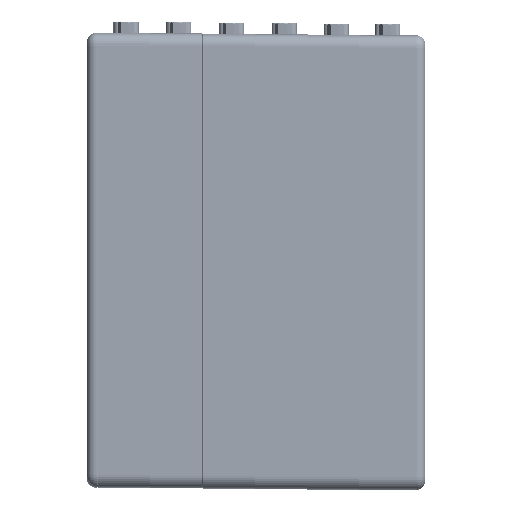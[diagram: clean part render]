
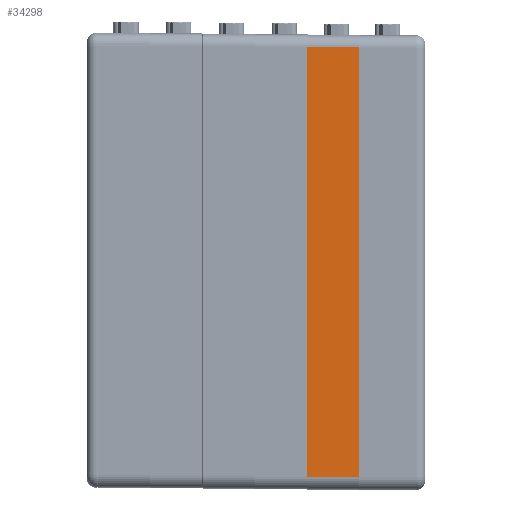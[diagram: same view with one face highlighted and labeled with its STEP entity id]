
A CAD part, left-side view. The second image highlights one B-rep face of the part: STEP entity #34298.
In plain terms, the highlighted face is planar.
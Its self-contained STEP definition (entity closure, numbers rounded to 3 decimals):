
#44 = CARTESIAN_POINT ( 'NONE',  ( 17.6, 85., -141. ) ) ;
#3003 = CARTESIAN_POINT ( 'NONE',  ( 17.5, 85., -4. ) ) ;
#3949 = DIRECTION ( 'NONE',  ( 0., -1., 0. ) ) ;
#5242 = EDGE_CURVE ( 'NONE', #35226, #7208, #34769, .T. ) ;
#5850 = ORIENTED_EDGE ( 'NONE', *, *, #20645, .T. ) ;
#6606 = DIRECTION ( 'NONE',  ( 0., 0., -1. ) ) ;
#7208 = VERTEX_POINT ( 'NONE', #35688 ) ;
#7475 = EDGE_CURVE ( 'NONE', #23617, #35226, #43582, .T. ) ;
#7477 = VECTOR ( 'NONE', #6606, 1000. ) ;
#7544 = PLANE ( 'NONE',  #23329 ) ;
#8617 = ORIENTED_EDGE ( 'NONE', *, *, #5242, .T. ) ;
#8912 = EDGE_LOOP ( 'NONE', ( #16790, #5850, #36952, #8617 ) ) ;
#9913 = EDGE_CURVE ( 'NONE', #14041, #7208, #32132, .T. ) ;
#11140 = FACE_OUTER_BOUND ( 'NONE', #8912, .T. ) ;
#14041 = VERTEX_POINT ( 'NONE', #19764 ) ;
#14644 = DIRECTION ( 'NONE',  ( -1., 0., 0. ) ) ;
#16790 = ORIENTED_EDGE ( 'NONE', *, *, #9913, .F. ) ;
#19764 = CARTESIAN_POINT ( 'NONE',  ( 17.5, 85., -4. ) ) ;
#20612 = VECTOR ( 'NONE', #24727, 1000. ) ;
#20645 = EDGE_CURVE ( 'NONE', #14041, #23617, #46762, .T. ) ;
#21005 = CARTESIAN_POINT ( 'NONE',  ( 0.9, 85., -141. ) ) ;
#23329 = AXIS2_PLACEMENT_3D ( 'NONE', #25958, #3949, #29562 ) ;
#23617 = VERTEX_POINT ( 'NONE', #38365 ) ;
#24719 = CARTESIAN_POINT ( 'NONE',  ( 17.6, 85., -4. ) ) ;
#24727 = DIRECTION ( 'NONE',  ( 0., 0., 1. ) ) ;
#25958 = CARTESIAN_POINT ( 'NONE',  ( 17.6, 85., -4. ) ) ;
#28322 = CARTESIAN_POINT ( 'NONE',  ( 0.9, 85., -4. ) ) ;
#29562 = DIRECTION ( 'NONE',  ( 0., 0., -1. ) ) ;
#32132 = LINE ( 'NONE', #24719, #39187 ) ;
#34298 = ADVANCED_FACE ( 'NONE', ( #11140 ), #7544, .F. ) ;
#34769 = LINE ( 'NONE', #28322, #20612 ) ;
#35226 = VERTEX_POINT ( 'NONE', #21005 ) ;
#35688 = CARTESIAN_POINT ( 'NONE',  ( 0.9, 85., -4. ) ) ;
#36678 = VECTOR ( 'NONE', #14644, 1000. ) ;
#36952 = ORIENTED_EDGE ( 'NONE', *, *, #7475, .T. ) ;
#38365 = CARTESIAN_POINT ( 'NONE',  ( 17.5, 85., -141. ) ) ;
#39187 = VECTOR ( 'NONE', #46711, 1000. ) ;
#43582 = LINE ( 'NONE', #44, #36678 ) ;
#46711 = DIRECTION ( 'NONE',  ( -1., 0., 0. ) ) ;
#46762 = LINE ( 'NONE', #3003, #7477 ) ;
